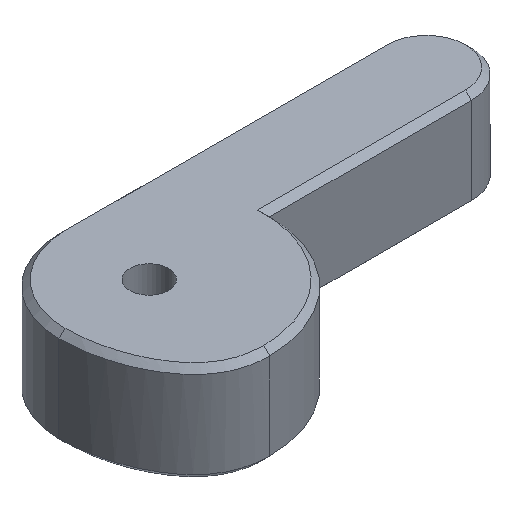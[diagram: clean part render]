
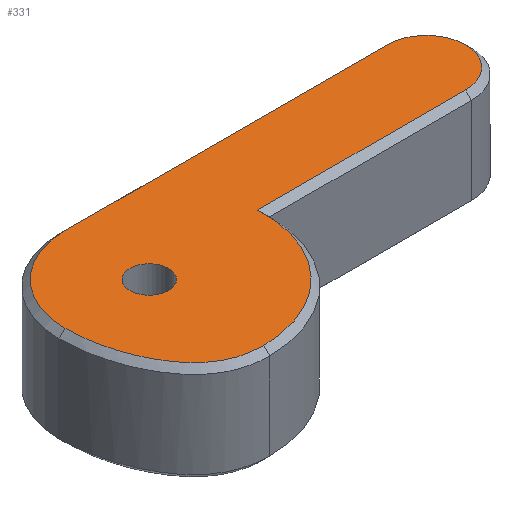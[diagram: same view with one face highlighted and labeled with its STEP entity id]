
A CAD part, isometric view. The second image highlights one B-rep face of the part: STEP entity #331.
In plain terms, the highlighted planar face has unit normal (0, 0, 1).
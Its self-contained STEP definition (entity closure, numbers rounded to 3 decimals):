
#16=FACE_BOUND('',#85,.T.);
#32=CIRCLE('',#366,3.25);
#34=CIRCLE('',#370,7.);
#36=CIRCLE('',#373,9.5);
#37=CIRCLE('',#377,1.6);
#62=FACE_OUTER_BOUND('',#84,.T.);
#84=EDGE_LOOP('',(#290,#291,#292,#293,#294,#295));
#85=EDGE_LOOP('',(#296));
#93=B_SPLINE_CURVE_WITH_KNOTS('',3,(#648,#649,#650,#651,#652,#653,#654),
 .UNSPECIFIED.,.F.,.F.,(4,1,1,1,4),(-1.,-0.714,-0.571,
-0.286,0.),.UNSPECIFIED.);
#109=LINE('',#596,#134);
#112=LINE('',#611,#137);
#134=VECTOR('',#431,10.);
#137=VECTOR('',#442,10.);
#161=VERTEX_POINT('',#593);
#162=VERTEX_POINT('',#595);
#164=VERTEX_POINT('',#603);
#166=VERTEX_POINT('',#609);
#167=VERTEX_POINT('',#614);
#168=VERTEX_POINT('',#646);
#169=VERTEX_POINT('',#662);
#197=EDGE_CURVE('',#161,#162,#109,.T.);
#200=EDGE_CURVE('',#164,#161,#32,.T.);
#203=EDGE_CURVE('',#166,#164,#112,.T.);
#206=EDGE_CURVE('',#167,#166,#34,.T.);
#209=EDGE_CURVE('',#168,#167,#93,.T.);
#210=EDGE_CURVE('',#162,#168,#36,.T.);
#213=EDGE_CURVE('',#169,#169,#37,.T.);
#290=ORIENTED_EDGE('',*,*,#197,.F.);
#291=ORIENTED_EDGE('',*,*,#200,.F.);
#292=ORIENTED_EDGE('',*,*,#203,.F.);
#293=ORIENTED_EDGE('',*,*,#206,.F.);
#294=ORIENTED_EDGE('',*,*,#209,.F.);
#295=ORIENTED_EDGE('',*,*,#210,.F.);
#296=ORIENTED_EDGE('',*,*,#213,.T.);
#312=PLANE('',#376);
#331=ADVANCED_FACE('',(#62,#16),#312,.T.);
#366=AXIS2_PLACEMENT_3D('',#605,#435,#436);
#370=AXIS2_PLACEMENT_3D('',#616,#447,#448);
#373=AXIS2_PLACEMENT_3D('',#656,#454,#455);
#376=AXIS2_PLACEMENT_3D('',#661,#462,#463);
#377=AXIS2_PLACEMENT_3D('',#663,#464,#465);
#431=DIRECTION('',(-1.,0.,0.));
#435=DIRECTION('center_axis',(0.,0.,-1.));
#436=DIRECTION('ref_axis',(1.,0.,0.));
#442=DIRECTION('',(1.,0.,0.));
#447=DIRECTION('center_axis',(0.,0.,-1.));
#448=DIRECTION('ref_axis',(-1.,0.,0.));
#454=DIRECTION('center_axis',(0.,0.,-1.));
#455=DIRECTION('ref_axis',(1.,0.,0.));
#462=DIRECTION('center_axis',(0.,0.,1.));
#463=DIRECTION('ref_axis',(1.,0.,0.));
#464=DIRECTION('center_axis',(0.,0.,-1.));
#465=DIRECTION('ref_axis',(1.,0.,0.));
#593=CARTESIAN_POINT('',(34.25,-7.,8.2));
#595=CARTESIAN_POINT('',(16.987,-7.,8.2));
#596=CARTESIAN_POINT('',(18.25,-7.,8.2));
#603=CARTESIAN_POINT('',(34.25,-0.5,8.2));
#605=CARTESIAN_POINT('Origin',(34.25,-3.75,8.2));
#609=CARTESIAN_POINT('',(7.5,-0.5,8.2));
#611=CARTESIAN_POINT('',(26.625,-0.5,8.2));
#614=CARTESIAN_POINT('',(0.5,-7.5,8.2));
#616=CARTESIAN_POINT('Origin',(7.5,-7.5,8.2));
#646=CARTESIAN_POINT('',(7.5,-17.,8.2));
#648=CARTESIAN_POINT('Ctrl Pts',(7.5,-17.,8.2));
#649=CARTESIAN_POINT('Ctrl Pts',(6.077,-17.,8.2));
#650=CARTESIAN_POINT('Ctrl Pts',(4.424,-16.411,8.2));
#651=CARTESIAN_POINT('Ctrl Pts',(2.363,-14.341,8.2));
#652=CARTESIAN_POINT('Ctrl Pts',(0.927,-11.448,8.2));
#653=CARTESIAN_POINT('Ctrl Pts',(0.5,-8.836,8.2));
#654=CARTESIAN_POINT('Ctrl Pts',(0.5,-7.5,8.2));
#656=CARTESIAN_POINT('Origin',(7.5,-7.5,8.2));
#661=CARTESIAN_POINT('Origin',(19.,-8.75,8.2));
#662=CARTESIAN_POINT('',(5.9,-7.5,8.2));
#663=CARTESIAN_POINT('Origin',(7.5,-7.5,8.2));
